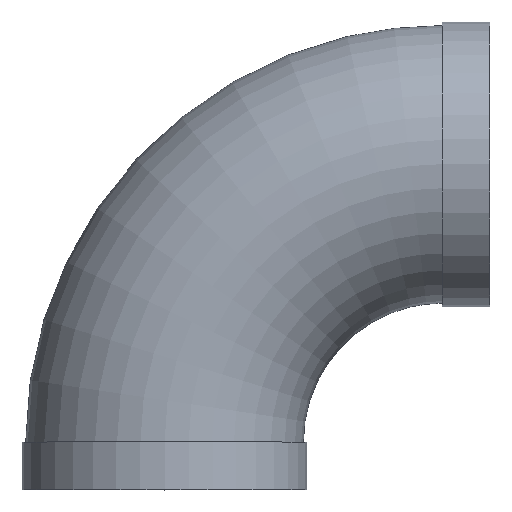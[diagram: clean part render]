
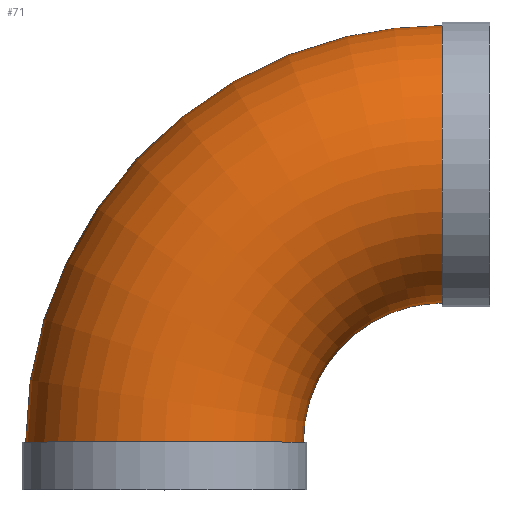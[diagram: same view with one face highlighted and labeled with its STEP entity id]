
A CAD part, top view. The second image highlights one B-rep face of the part: STEP entity #71.
In plain terms, the highlighted toroidal (fillet/blend) face has major radius 315 mm and minor radius 157.5 mm.
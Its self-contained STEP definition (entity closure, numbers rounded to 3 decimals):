
#71 = ADVANCED_FACE( '', ( #138, #139 ), #140, .T. );
#138 = FACE_OUTER_BOUND( '', #200, .T. );
#139 = FACE_OUTER_BOUND( '', #201, .T. );
#140 = TOROIDAL_SURFACE( '', #202, 315., 157.5 );
#200 = EDGE_LOOP( '', ( #262 ) );
#201 = EDGE_LOOP( '', ( #263 ) );
#202 = AXIS2_PLACEMENT_3D( '', #264, #265, #266 );
#262 = ORIENTED_EDGE( '', *, *, #315, .T. );
#263 = ORIENTED_EDGE( '', *, *, #313, .F. );
#264 = CARTESIAN_POINT( '', ( 315., 54., 0. ) );
#265 = DIRECTION( '', ( 0., 0., -1. ) );
#266 = DIRECTION( '', ( -1., 0., 0. ) );
#313 = EDGE_CURVE( '', #346, #346, #347, .T. );
#315 = EDGE_CURVE( '', #349, #349, #350, .T. );
#346 = VERTEX_POINT( '', #382 );
#347 = CIRCLE( '', #383, 157.5 );
#349 = VERTEX_POINT( '', #385 );
#350 = CIRCLE( '', #386, 157.5 );
#382 = CARTESIAN_POINT( '', ( 315., 211.5, 0. ) );
#383 = AXIS2_PLACEMENT_3D( '', #421, #422, #423 );
#385 = CARTESIAN_POINT( '', ( 157.5, 54., 0. ) );
#386 = AXIS2_PLACEMENT_3D( '', #424, #425, #426 );
#421 = CARTESIAN_POINT( '', ( 315., 369., 0. ) );
#422 = DIRECTION( '', ( 1., 0., 0. ) );
#423 = DIRECTION( '', ( 0., -1., 0. ) );
#424 = CARTESIAN_POINT( '', ( 0., 54., 0. ) );
#425 = DIRECTION( '', ( 0., 1., 0. ) );
#426 = DIRECTION( '', ( 1., 0., 0. ) );
